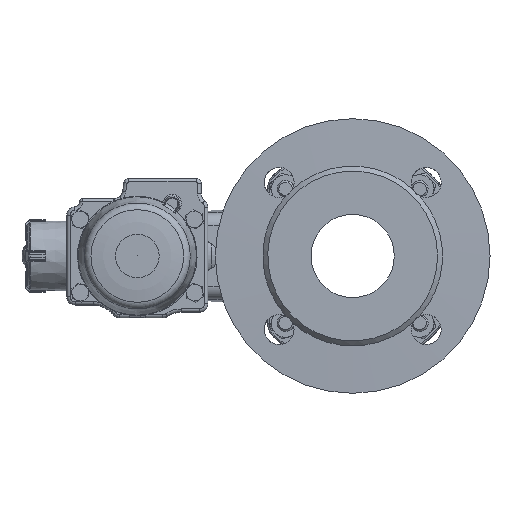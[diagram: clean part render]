
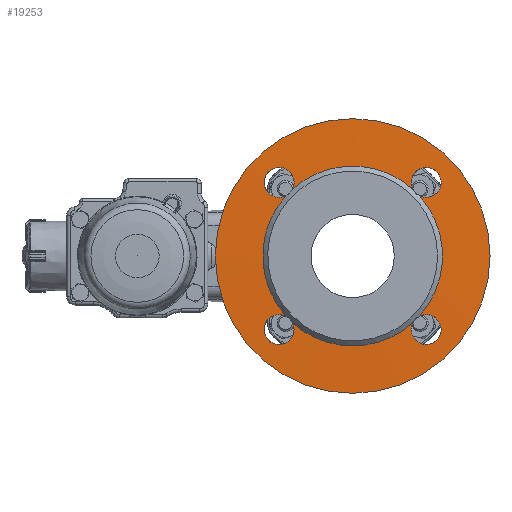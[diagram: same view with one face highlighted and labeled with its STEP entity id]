
A CAD part, left-side view. The second image highlights one B-rep face of the part: STEP entity #19253.
In plain terms, the highlighted conical face has half-angle 88.5 degrees and reference radius 54 mm.
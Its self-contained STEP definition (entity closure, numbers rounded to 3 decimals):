
#484=CONICAL_SURFACE('',#20588,54.,1.545);
#648=B_SPLINE_CURVE_WITH_KNOTS('',3,(#28277,#28278,#28279,#28280,#28281,
#28282,#28283,#28284,#28285,#28286,#28287,#28288,#28289),.UNSPECIFIED.,
 .F.,.F.,(4,1,1,1,1,1,1,1,1,1,4),(-0.018,-0.015,
-0.012,-0.006,0.001,0.007,
0.013,0.02,0.026,0.029,
0.032),.UNSPECIFIED.);
#649=B_SPLINE_CURVE_WITH_KNOTS('',3,(#28290,#28291,#28292,#28293,#28294,
#28295,#28296,#28297,#28298,#28299,#28300,#28301,#28302),.UNSPECIFIED.,
 .F.,.F.,(4,1,1,1,1,1,1,1,1,1,4),(-0.004,-0.001,
0.002,0.008,0.015,0.021,
0.027,0.034,0.04,0.043,
0.046),.UNSPECIFIED.);
#650=B_SPLINE_CURVE_WITH_KNOTS('',3,(#28303,#28304,#28305,#28306,#28307,
#28308,#28309,#28310,#28311,#28312,#28313,#28314,#28315),.UNSPECIFIED.,
 .F.,.F.,(4,1,1,1,1,1,1,1,1,1,4),(0.,0.003,
0.006,0.013,0.019,0.025,
0.032,0.038,0.044,0.048,
0.051),.UNSPECIFIED.);
#651=B_SPLINE_CURVE_WITH_KNOTS('',3,(#28316,#28317,#28318,#28319,#28320,
#28321,#28322,#28323,#28324,#28325,#28326,#28327,#28328),.UNSPECIFIED.,
 .F.,.F.,(4,1,1,1,1,1,1,1,1,1,4),(0.,0.003,
0.006,0.013,0.019,0.025,
0.032,0.038,0.044,0.048,
0.051),.UNSPECIFIED.);
#1546=CIRCLE('',#20583,54.);
#1547=CIRCLE('',#20584,54.);
#1548=CIRCLE('',#20585,54.);
#1549=CIRCLE('',#20586,54.);
#1551=CIRCLE('',#20589,82.5);
#3120=ORIENTED_EDGE('',*,*,#9000,.F.);
#3121=ORIENTED_EDGE('',*,*,#8995,.T.);
#3122=ORIENTED_EDGE('',*,*,#9001,.T.);
#3123=ORIENTED_EDGE('',*,*,#8993,.T.);
#3124=ORIENTED_EDGE('',*,*,#9002,.T.);
#3125=ORIENTED_EDGE('',*,*,#8991,.T.);
#3126=ORIENTED_EDGE('',*,*,#9003,.T.);
#3127=ORIENTED_EDGE('',*,*,#8997,.T.);
#3128=ORIENTED_EDGE('',*,*,#9004,.T.);
#8991=EDGE_CURVE('',#11935,#11936,#1546,.T.);
#8993=EDGE_CURVE('',#11938,#11937,#1547,.T.);
#8995=EDGE_CURVE('',#11940,#11939,#1548,.T.);
#8997=EDGE_CURVE('',#11942,#11941,#1549,.T.);
#9000=EDGE_CURVE('',#11944,#11944,#1551,.T.);
#9001=EDGE_CURVE('',#11939,#11938,#648,.T.);
#9002=EDGE_CURVE('',#11937,#11935,#649,.T.);
#9003=EDGE_CURVE('',#11936,#11942,#650,.T.);
#9004=EDGE_CURVE('',#11941,#11940,#651,.T.);
#11935=VERTEX_POINT('',#28241);
#11936=VERTEX_POINT('',#28242);
#11937=VERTEX_POINT('',#28248);
#11938=VERTEX_POINT('',#28250);
#11939=VERTEX_POINT('',#28256);
#11940=VERTEX_POINT('',#28258);
#11941=VERTEX_POINT('',#28264);
#11942=VERTEX_POINT('',#28266);
#11944=VERTEX_POINT('',#28276);
#15760=EDGE_LOOP('',(#3120));
#15761=EDGE_LOOP('',(#3121,#3122,#3123,#3124,#3125,#3126,#3127,#3128));
#17257=FACE_BOUND('',#15760,.T.);
#17258=FACE_BOUND('',#15761,.T.);
#19253=ADVANCED_FACE('',(#17257,#17258),#484,.T.);
#20583=AXIS2_PLACEMENT_3D('',#28240,#22832,#22833);
#20584=AXIS2_PLACEMENT_3D('',#28249,#22834,#22835);
#20585=AXIS2_PLACEMENT_3D('',#28257,#22836,#22837);
#20586=AXIS2_PLACEMENT_3D('',#28265,#22838,#22839);
#20588=AXIS2_PLACEMENT_3D('',#28274,#22842,#22843);
#20589=AXIS2_PLACEMENT_3D('',#28275,#22844,#22845);
#22832=DIRECTION('',(1.,0.,0.));
#22833=DIRECTION('',(0.,0.,-1.));
#22834=DIRECTION('',(1.,0.,0.));
#22835=DIRECTION('',(0.,0.,-1.));
#22836=DIRECTION('',(1.,0.,0.));
#22837=DIRECTION('',(0.,0.,-1.));
#22838=DIRECTION('',(1.,0.,0.));
#22839=DIRECTION('',(0.,0.,-1.));
#22842=DIRECTION('',(1.,0.,0.));
#22843=DIRECTION('',(0.,0.,-1.));
#22844=DIRECTION('',(1.,0.,0.));
#22845=DIRECTION('',(0.,0.,-1.));
#28240=CARTESIAN_POINT('',(-85.,0.,0.));
#28241=CARTESIAN_POINT('',(-85.,-36.191,-40.078));
#28242=CARTESIAN_POINT('',(-85.,36.191,-40.078));
#28248=CARTESIAN_POINT('',(-85.,-40.078,-36.191));
#28249=CARTESIAN_POINT('',(-85.,0.,0.));
#28250=CARTESIAN_POINT('',(-85.,-40.078,36.191));
#28256=CARTESIAN_POINT('',(-85.,-36.191,40.078));
#28257=CARTESIAN_POINT('',(-85.,0.,0.));
#28258=CARTESIAN_POINT('',(-85.,36.191,40.078));
#28264=CARTESIAN_POINT('',(-85.,40.078,36.191));
#28265=CARTESIAN_POINT('',(-85.,0.,0.));
#28266=CARTESIAN_POINT('',(-85.,40.078,-36.191));
#28274=CARTESIAN_POINT('',(-85.,0.,0.));
#28275=CARTESIAN_POINT('',(-84.254,0.,0.));
#28276=CARTESIAN_POINT('',(-84.254,0.,-82.5));
#28277=CARTESIAN_POINT('',(-85.,-36.191,40.078));
#28278=CARTESIAN_POINT('',(-84.99,-35.7,41.031));
#28279=CARTESIAN_POINT('',(-84.96,-35.075,43.08));
#28280=CARTESIAN_POINT('',(-84.867,-35.306,47.396));
#28281=CARTESIAN_POINT('',(-84.719,-38.427,52.096));
#28282=CARTESIAN_POINT('',(-84.577,-44.943,53.948));
#28283=CARTESIAN_POINT('',(-84.524,-51.105,51.119));
#28284=CARTESIAN_POINT('',(-84.577,-53.948,44.964));
#28285=CARTESIAN_POINT('',(-84.719,-52.102,38.44));
#28286=CARTESIAN_POINT('',(-84.866,-47.421,35.313));
#28287=CARTESIAN_POINT('',(-84.96,-43.086,35.072));
#28288=CARTESIAN_POINT('',(-84.99,-41.031,35.7));
#28289=CARTESIAN_POINT('',(-85.,-40.078,36.191));
#28290=CARTESIAN_POINT('',(-85.,-40.078,-36.191));
#28291=CARTESIAN_POINT('',(-84.99,-41.031,-35.7));
#28292=CARTESIAN_POINT('',(-84.96,-43.078,-35.074));
#28293=CARTESIAN_POINT('',(-84.866,-47.406,-35.308));
#28294=CARTESIAN_POINT('',(-84.719,-52.096,-38.429));
#28295=CARTESIAN_POINT('',(-84.577,-53.949,-44.954));
#28296=CARTESIAN_POINT('',(-84.524,-51.11,-51.114));
#28297=CARTESIAN_POINT('',(-84.577,-44.948,-53.95));
#28298=CARTESIAN_POINT('',(-84.719,-38.421,-52.092));
#28299=CARTESIAN_POINT('',(-84.867,-35.304,-47.393));
#28300=CARTESIAN_POINT('',(-84.96,-35.076,-43.072));
#28301=CARTESIAN_POINT('',(-84.99,-35.7,-41.031));
#28302=CARTESIAN_POINT('',(-85.,-36.191,-40.078));
#28303=CARTESIAN_POINT('',(-85.,36.191,-40.078));
#28304=CARTESIAN_POINT('',(-84.99,35.7,-41.031));
#28305=CARTESIAN_POINT('',(-84.96,35.075,-43.08));
#28306=CARTESIAN_POINT('',(-84.867,35.306,-47.396));
#28307=CARTESIAN_POINT('',(-84.719,38.427,-52.096));
#28308=CARTESIAN_POINT('',(-84.577,44.943,-53.948));
#28309=CARTESIAN_POINT('',(-84.524,51.105,-51.119));
#28310=CARTESIAN_POINT('',(-84.577,53.948,-44.964));
#28311=CARTESIAN_POINT('',(-84.719,52.102,-38.44));
#28312=CARTESIAN_POINT('',(-84.866,47.421,-35.313));
#28313=CARTESIAN_POINT('',(-84.96,43.086,-35.072));
#28314=CARTESIAN_POINT('',(-84.99,41.031,-35.7));
#28315=CARTESIAN_POINT('',(-85.,40.078,-36.191));
#28316=CARTESIAN_POINT('',(-85.,40.078,36.191));
#28317=CARTESIAN_POINT('',(-84.99,41.031,35.7));
#28318=CARTESIAN_POINT('',(-84.96,43.078,35.074));
#28319=CARTESIAN_POINT('',(-84.866,47.406,35.308));
#28320=CARTESIAN_POINT('',(-84.719,52.096,38.429));
#28321=CARTESIAN_POINT('',(-84.577,53.949,44.954));
#28322=CARTESIAN_POINT('',(-84.524,51.11,51.114));
#28323=CARTESIAN_POINT('',(-84.577,44.948,53.95));
#28324=CARTESIAN_POINT('',(-84.719,38.421,52.092));
#28325=CARTESIAN_POINT('',(-84.867,35.304,47.393));
#28326=CARTESIAN_POINT('',(-84.96,35.076,43.072));
#28327=CARTESIAN_POINT('',(-84.99,35.7,41.031));
#28328=CARTESIAN_POINT('',(-85.,36.191,40.078));
